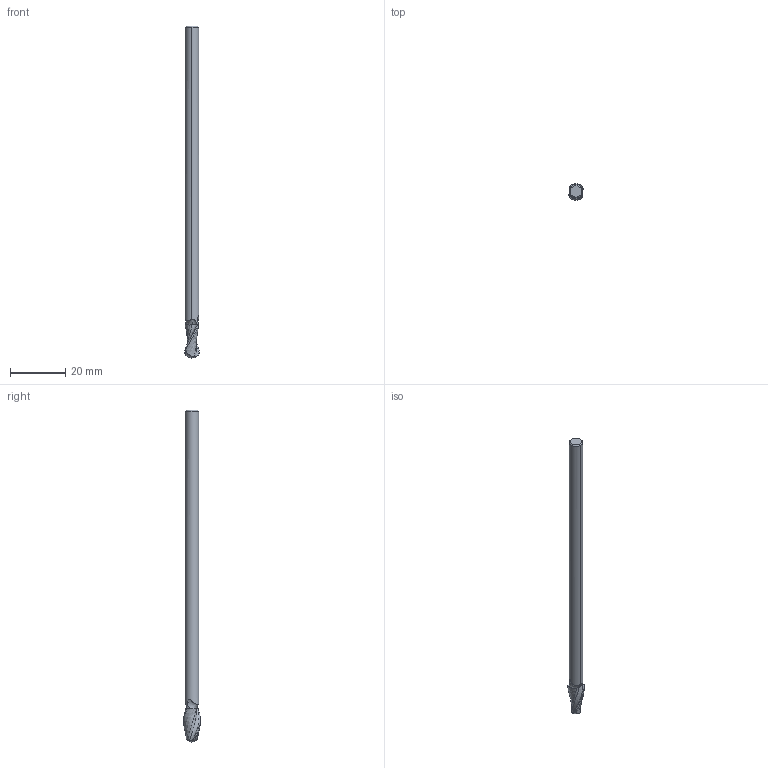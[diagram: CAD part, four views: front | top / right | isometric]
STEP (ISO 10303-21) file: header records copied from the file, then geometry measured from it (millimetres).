
FILE_DESCRIPTION(('no description'),'unknown implementation level');
FILE_NAME('solidhr0xOx8WyU5AU9JJw87QwfWaX6U_1.STP',' ',('CIM GmbH Aachen'),('CADClick - KiM GmbH - www.kimweb.de'),'unknown preprocess','ACIS','unknown authorization');
FILE_SCHEMA(('automotive_design'));
Length unit declared in the file: millimetre
Products named in the file (1): 1
Bounding box: 5.28 x 6 x 120 mm (x, y, z)
Volume: 2259.7 mm3; surface area: 1901.4 mm2
Topology: 1 solids, 1 shells, 55 faces, 157 edges, 103 vertices
Faces by surface type: plane 16, cylinder 9, cone 8, revolution 8, bspline 8, sphere 6
Entity records: 5903 total; most frequent: CARTESIAN_POINT 2807, STYLED_ITEM 316, PRESENTATION_STYLE_ASSIGNMENT 316, COLOUR_RGB 316, ORIENTED_EDGE 314, DIRECTION 232, EDGE_CURVE 157, CURVE_STYLE 157
